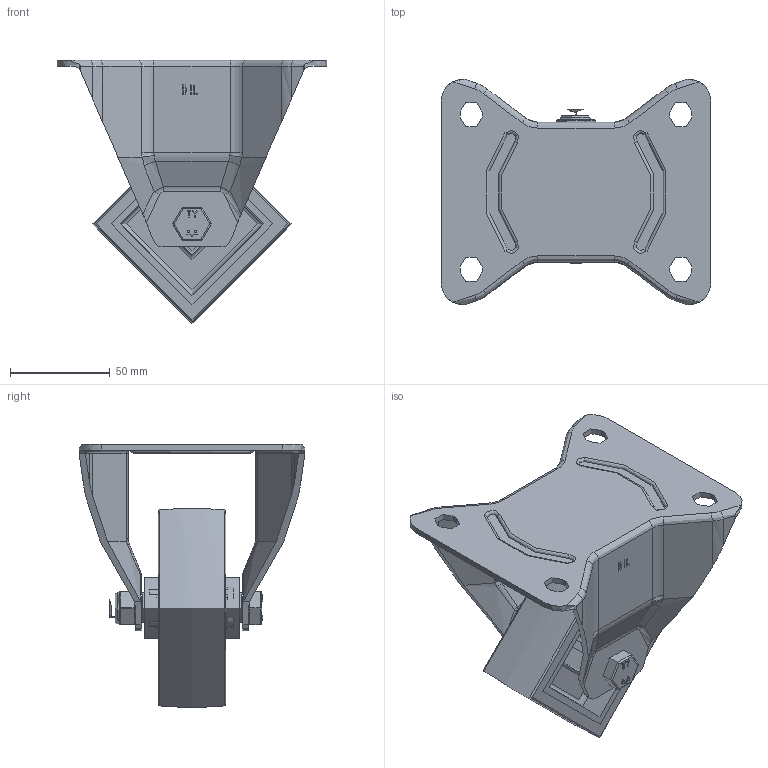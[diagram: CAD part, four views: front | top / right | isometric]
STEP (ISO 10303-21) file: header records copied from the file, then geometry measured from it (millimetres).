
FILE_DESCRIPTION(/* description */ (''),/* implementation_level */ '2;1');
FILE_NAME(/* name */ 'BZPHF100NPB.step',/* time_stamp */ '2025-06-06T13:21:00+01:00',/* author */ (''),/* organization */ (''),/* preprocessor_version */ 'ST-DEVELOPER v20.1',/* originating_system */ 'Autodesk Translation Framework v14.10.0.0',/* authorisation */ '');
FILE_SCHEMA (('AUTOMOTIVE_DESIGN { 1 0 10303 214 3 1 1 }'));
Length unit declared in the file: millimetre
Products named in the file (20): BZPHF100NPB; BZPHF100AS v1; ZINC PLATED, PRESSED STEEL BRACKET; BZH100WNPRB61 v1; POLYURETHANE TYRE; NYLON RIM; NYLON RIM Geometry; CAP; ROLLER BEARING; CAGE; RIBS; Component4; TUBEM15X50 v1; ZINC PLATED AXLE TUBE; HEXBOLTM10X70Z8.8 v2; GRADE 8.8 THREADED ZINC PLATED BOLT; NYLOCM10Z v1; NYLOC NUT; RUBBER; NUT
Assembly tree (26 placements, depth 5):
  BZPHF100NPB
    BZPHF100AS v1
      ZINC PLATED, PRESSED STEEL BRACKET
    BZH100WNPRB61 v1
      POLYURETHANE TYRE
      NYLON RIM
        NYLON RIM Geometry
        CAP
      ROLLER BEARING
        CAGE
        RIBS
          Component4  x8
    TUBEM15X50 v1
      ZINC PLATED AXLE TUBE
    HEXBOLTM10X70Z8.8 v2
      GRADE 8.8 THREADED ZINC PLATED BOLT
    NYLOCM10Z v1
      NYLOC NUT
        RUBBER
        NUT
Bounding box: 135 x 113 x 132 mm (x, y, z)
Volume: 254396.5 mm3; surface area: 130724.3 mm2
Topology: 17 solids, 17 shells, 551 faces, 1382 edges, 871 vertices
Faces by surface type: plane 224, cylinder 175, bspline 101, torus 37, sphere 12, cone 2
Full cylindrical faces by diameter (mm): 4 x8, 8.141 x18, 9.85 x19, 10 x3, 10.2 x2, 10.5 x1, 12 x2, 15 x2, 15.5 x2, 16 x2, 23 x1, 23.5 x1, 26.9 x1, 27 x1, 30.5 x2, 81 x2
Entity records: 31274 total; most frequent: CARTESIAN_POINT 18309, ORIENTED_EDGE 2714, DIRECTION 2442, EDGE_CURVE 1357, AXIS2_PLACEMENT_3D 895, VERTEX_POINT 857, LINE 652, VECTOR 652
